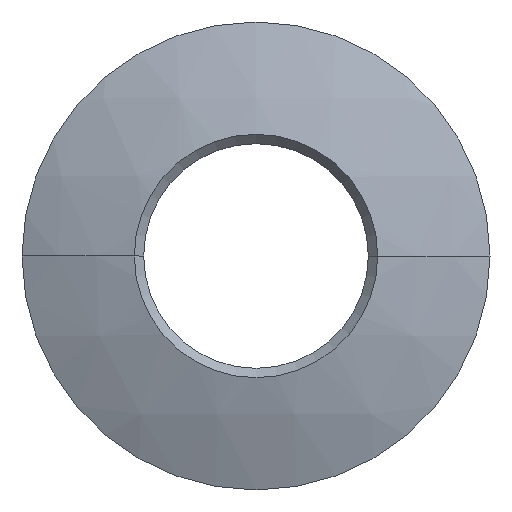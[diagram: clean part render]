
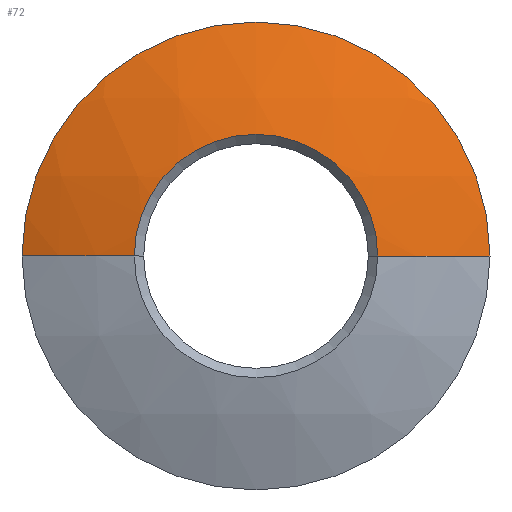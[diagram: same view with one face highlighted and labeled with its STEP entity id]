
A CAD part, front view. The second image highlights one B-rep face of the part: STEP entity #72.
In plain terms, the highlighted spherical face has radius 32 mm.
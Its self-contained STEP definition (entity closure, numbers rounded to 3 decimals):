
#21 = EDGE_CURVE ( 'NONE', #66, #59, #569, .T. ) ;
#30 = VERTEX_POINT ( 'NONE', #417 ) ;
#59 = VERTEX_POINT ( 'NONE', #351 ) ;
#63 = VERTEX_POINT ( 'NONE', #349 ) ;
#65 = EDGE_CURVE ( 'NONE', #66, #63, #545, .T. ) ;
#66 = VERTEX_POINT ( 'NONE', #540 ) ;
#72 = ADVANCED_FACE ( 'NONE', ( #536 ), #535, .T. ) ;
#73 = EDGE_LOOP ( 'NONE', ( #74, #283, #323, #271 ) ) ;
#74 = ORIENTED_EDGE ( 'NONE', *, *, #65, .T. ) ;
#270 = EDGE_CURVE ( 'NONE', #63, #30, #854, .T. ) ;
#271 = ORIENTED_EDGE ( 'NONE', *, *, #21, .F. ) ;
#283 = ORIENTED_EDGE ( 'NONE', *, *, #270, .T. ) ;
#323 = ORIENTED_EDGE ( 'NONE', *, *, #324, .F. ) ;
#324 = EDGE_CURVE ( 'NONE', #59, #30, #920, .T. ) ;
#349 = CARTESIAN_POINT ( 'NONE',  ( -12.5, 1.875, 0. ) ) ;
#351 = CARTESIAN_POINT ( 'NONE',  ( 6.5, 0., 0. ) ) ;
#417 = CARTESIAN_POINT ( 'NONE',  ( -6.5, 0., 0. ) ) ;
#526 = DIRECTION ( 'NONE',  ( 1., 0., 0. ) ) ;
#527 = DIRECTION ( 'NONE',  ( 0., 0., 1. ) ) ;
#528 = AXIS2_PLACEMENT_3D ( 'NONE', #538, #527, #526 ) ;
#535 = SPHERICAL_SURFACE ( 'NONE', #528, 32. ) ;
#536 = FACE_OUTER_BOUND ( 'NONE', #73, .T. ) ;
#538 = CARTESIAN_POINT ( 'NONE',  ( 0., 31.333, 0. ) ) ;
#540 = CARTESIAN_POINT ( 'NONE',  ( 12.5, 1.875, 0. ) ) ;
#541 = DIRECTION ( 'NONE',  ( 1., 0., 0. ) ) ;
#542 = DIRECTION ( 'NONE',  ( 0., -1., 0. ) ) ;
#543 = CARTESIAN_POINT ( 'NONE',  ( 0., 1.875, 0. ) ) ;
#544 = AXIS2_PLACEMENT_3D ( 'NONE', #543, #542, #541 ) ;
#545 = CIRCLE ( 'NONE', #544, 12.5 ) ;
#561 = DIRECTION ( 'NONE',  ( -1., 0., 0. ) ) ;
#562 = DIRECTION ( 'NONE',  ( 0., 0., -1. ) ) ;
#563 = CARTESIAN_POINT ( 'NONE',  ( 0., 31.333, 0. ) ) ;
#564 = AXIS2_PLACEMENT_3D ( 'NONE', #563, #562, #561 ) ;
#569 = CIRCLE ( 'NONE', #564, 32. ) ;
#845 = DIRECTION ( 'NONE',  ( 1., 0., 0. ) ) ;
#846 = DIRECTION ( 'NONE',  ( 0., 0., 1. ) ) ;
#847 = CARTESIAN_POINT ( 'NONE',  ( 0., 31.333, 0. ) ) ;
#848 = AXIS2_PLACEMENT_3D ( 'NONE', #847, #846, #845 ) ;
#854 = CIRCLE ( 'NONE', #848, 32. ) ;
#916 = DIRECTION ( 'NONE',  ( 1., 0., 0. ) ) ;
#917 = DIRECTION ( 'NONE',  ( 0., -1., 0. ) ) ;
#918 = CARTESIAN_POINT ( 'NONE',  ( 0., 0., 0. ) ) ;
#919 = AXIS2_PLACEMENT_3D ( 'NONE', #918, #917, #916 ) ;
#920 = CIRCLE ( 'NONE', #919, 6.5 ) ;
